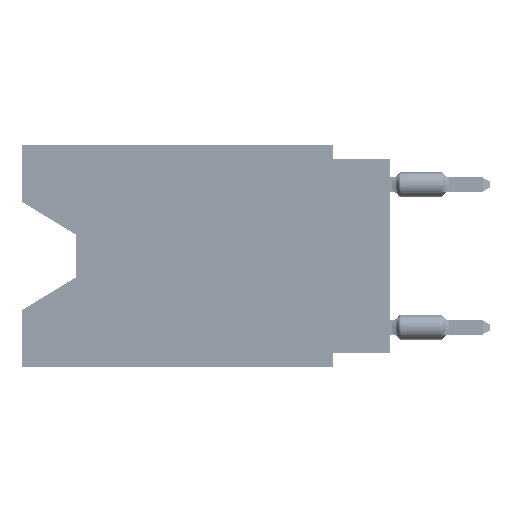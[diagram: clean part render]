
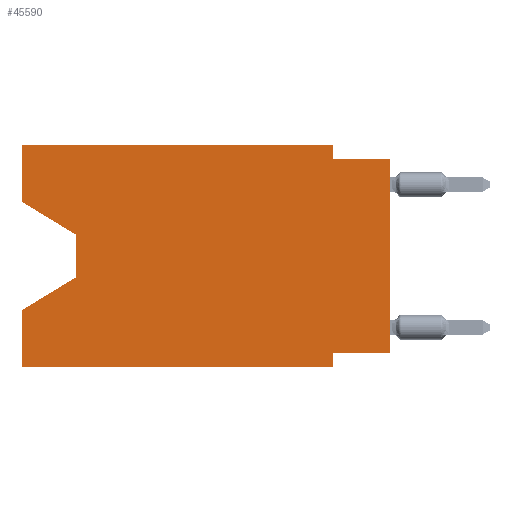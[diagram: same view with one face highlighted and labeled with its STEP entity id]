
A CAD part, left-side view. The second image highlights one B-rep face of the part: STEP entity #45590.
In plain terms, the highlighted planar face has unit normal (-1, 0, 0).
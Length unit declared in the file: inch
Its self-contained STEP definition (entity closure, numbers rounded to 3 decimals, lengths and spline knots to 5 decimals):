
#360 = EDGE_CURVE ( 'NONE', #8500, #65028, #72115, .T. ) ;
#1868 = EDGE_LOOP ( 'NONE', ( #22084, #59980, #56062, #1872, #24760, #18131, #32912, #7459, #54057, #42647, #77072, #35076 ) ) ;
#1872 = ORIENTED_EDGE ( 'NONE', *, *, #47149, .F. ) ;
#3370 = VECTOR ( 'NONE', #64509, 39.37008 ) ;
#4285 = LINE ( 'NONE', #59094, #70223 ) ;
#4362 = DIRECTION ( 'NONE',  ( 0., 0., -1. ) ) ;
#5399 = EDGE_CURVE ( 'NONE', #35721, #27794, #57195, .T. ) ;
#6539 = VERTEX_POINT ( 'NONE', #74151 ) ;
#6663 = VERTEX_POINT ( 'NONE', #27744 ) ;
#7459 = ORIENTED_EDGE ( 'NONE', *, *, #50387, .T. ) ;
#7593 = CARTESIAN_POINT ( 'NONE',  ( 0., 0., -0.025 ) ) ;
#8500 = VERTEX_POINT ( 'NONE', #14383 ) ;
#8942 = CARTESIAN_POINT ( 'NONE',  ( 0., 0.645, -0.10025 ) ) ;
#10286 = CARTESIAN_POINT ( 'NONE',  ( 0., 0.1, -0.365 ) ) ;
#13896 = VECTOR ( 'NONE', #39078, 39.37008 ) ;
#14009 = DIRECTION ( 'NONE',  ( 0., 0., -1. ) ) ;
#14383 = CARTESIAN_POINT ( 'NONE',  ( 0., 0., -0.365 ) ) ;
#14692 = CARTESIAN_POINT ( 'NONE',  ( 0., 0.645, 0. ) ) ;
#15471 = EDGE_CURVE ( 'NONE', #6539, #35721, #47639, .T. ) ;
#15547 = VERTEX_POINT ( 'NONE', #16826 ) ;
#16524 = CARTESIAN_POINT ( 'NONE',  ( 0., 0., -0.365 ) ) ;
#16826 = CARTESIAN_POINT ( 'NONE',  ( 0., 0.645, 0. ) ) ;
#17721 = VECTOR ( 'NONE', #52512, 39.37008 ) ;
#18075 = LINE ( 'NONE', #35281, #52554 ) ;
#18131 = ORIENTED_EDGE ( 'NONE', *, *, #30980, .F. ) ;
#19894 = LINE ( 'NONE', #14692, #13896 ) ;
#20768 = VERTEX_POINT ( 'NONE', #78666 ) ;
#22084 = ORIENTED_EDGE ( 'NONE', *, *, #15471, .T. ) ;
#24760 = ORIENTED_EDGE ( 'NONE', *, *, #26509, .T. ) ;
#25238 = LINE ( 'NONE', #7593, #30348 ) ;
#26509 = EDGE_CURVE ( 'NONE', #74139, #73836, #46799, .T. ) ;
#26540 = VECTOR ( 'NONE', #4362, 39.37008 ) ;
#26604 = CARTESIAN_POINT ( 'NONE',  ( 0., 0.55, -0.232 ) ) ;
#27744 = CARTESIAN_POINT ( 'NONE',  ( 0., 0.1, -0.025 ) ) ;
#27794 = VERTEX_POINT ( 'NONE', #60796 ) ;
#29095 = DIRECTION ( 'NONE',  ( 0., 0., -1. ) ) ;
#30007 = CARTESIAN_POINT ( 'NONE',  ( 0., 0.645, -0.39 ) ) ;
#30348 = VECTOR ( 'NONE', #56401, 39.37008 ) ;
#30980 = EDGE_CURVE ( 'NONE', #65028, #73836, #72378, .T. ) ;
#32443 = VECTOR ( 'NONE', #74227, 39.37008 ) ;
#32912 = ORIENTED_EDGE ( 'NONE', *, *, #360, .F. ) ;
#35076 = ORIENTED_EDGE ( 'NONE', *, *, #66949, .F. ) ;
#35281 = CARTESIAN_POINT ( 'NONE',  ( 0., 0., 0. ) ) ;
#35601 = DIRECTION ( 'NONE',  ( 0., -1., 0. ) ) ;
#35721 = VERTEX_POINT ( 'NONE', #69135 ) ;
#35983 = CARTESIAN_POINT ( 'NONE',  ( 0., 0.1, -0.39 ) ) ;
#38622 = LINE ( 'NONE', #39010, #32443 ) ;
#39010 = CARTESIAN_POINT ( 'NONE',  ( 0., 0.645, 0. ) ) ;
#39078 = DIRECTION ( 'NONE',  ( 0., 0., 1. ) ) ;
#40114 = EDGE_CURVE ( 'NONE', #15547, #56841, #38622, .T. ) ;
#42256 = CARTESIAN_POINT ( 'NONE',  ( 0., 0.645, -0.28975 ) ) ;
#42647 = ORIENTED_EDGE ( 'NONE', *, *, #46350, .F. ) ;
#44988 = DIRECTION ( 'NONE',  ( 0., 0.855, -0.519 ) ) ;
#45334 = DIRECTION ( 'NONE',  ( 0., -0.855, -0.519 ) ) ;
#45590 = ADVANCED_FACE ( 'NONE', ( #47083 ), #64274, .F. ) ;
#46350 = EDGE_CURVE ( 'NONE', #56841, #6663, #4285, .T. ) ;
#46799 = LINE ( 'NONE', #30007, #52366 ) ;
#47083 = FACE_OUTER_BOUND ( 'NONE', #1868, .T. ) ;
#47149 = EDGE_CURVE ( 'NONE', #74139, #58075, #77297, .T. ) ;
#47639 = LINE ( 'NONE', #8942, #73077 ) ;
#50387 = EDGE_CURVE ( 'NONE', #8500, #20768, #18075, .T. ) ;
#51379 = LINE ( 'NONE', #26604, #72589 ) ;
#52366 = VECTOR ( 'NONE', #35601, 39.37008 ) ;
#52512 = DIRECTION ( 'NONE',  ( 0., 0., 1. ) ) ;
#52554 = VECTOR ( 'NONE', #54483, 39.37008 ) ;
#52696 = DIRECTION ( 'NONE',  ( 0., 0., -1. ) ) ;
#53480 = CARTESIAN_POINT ( 'NONE',  ( 0., 0.645, 0. ) ) ;
#54057 = ORIENTED_EDGE ( 'NONE', *, *, #74368, .F. ) ;
#54483 = DIRECTION ( 'NONE',  ( 0., 0., 1. ) ) ;
#56062 = ORIENTED_EDGE ( 'NONE', *, *, #75330, .T. ) ;
#56401 = DIRECTION ( 'NONE',  ( 0., -1., 0. ) ) ;
#56841 = VERTEX_POINT ( 'NONE', #67178 ) ;
#56992 = CARTESIAN_POINT ( 'NONE',  ( 0., 0.645, -0.39 ) ) ;
#57195 = LINE ( 'NONE', #74769, #77437 ) ;
#58075 = VERTEX_POINT ( 'NONE', #42256 ) ;
#59094 = CARTESIAN_POINT ( 'NONE',  ( 0., 0.1, 0. ) ) ;
#59853 = CARTESIAN_POINT ( 'NONE',  ( 0., 0.1, -0.39 ) ) ;
#59980 = ORIENTED_EDGE ( 'NONE', *, *, #5399, .T. ) ;
#60796 = CARTESIAN_POINT ( 'NONE',  ( 0., 0.55, -0.232 ) ) ;
#64274 = PLANE ( 'NONE',  #77755 ) ;
#64509 = DIRECTION ( 'NONE',  ( 0., 1., 0. ) ) ;
#65028 = VERTEX_POINT ( 'NONE', #10286 ) ;
#65467 = DIRECTION ( 'NONE',  ( 1., 0., 0. ) ) ;
#66949 = EDGE_CURVE ( 'NONE', #6539, #15547, #19894, .T. ) ;
#67178 = CARTESIAN_POINT ( 'NONE',  ( 0., 0.1, 0. ) ) ;
#69135 = CARTESIAN_POINT ( 'NONE',  ( 0., 0.55, -0.158 ) ) ;
#70223 = VECTOR ( 'NONE', #52696, 39.37008 ) ;
#70912 = CARTESIAN_POINT ( 'NONE',  ( 0., 0.645, 0. ) ) ;
#72115 = LINE ( 'NONE', #16524, #3370 ) ;
#72378 = LINE ( 'NONE', #35983, #26540 ) ;
#72589 = VECTOR ( 'NONE', #44988, 39.37008 ) ;
#73077 = VECTOR ( 'NONE', #45334, 39.37008 ) ;
#73836 = VERTEX_POINT ( 'NONE', #59853 ) ;
#74139 = VERTEX_POINT ( 'NONE', #56992 ) ;
#74151 = CARTESIAN_POINT ( 'NONE',  ( 0., 0.645, -0.10025 ) ) ;
#74227 = DIRECTION ( 'NONE',  ( 0., -1., 0. ) ) ;
#74368 = EDGE_CURVE ( 'NONE', #6663, #20768, #25238, .T. ) ;
#74769 = CARTESIAN_POINT ( 'NONE',  ( 0., 0.55, -0.158 ) ) ;
#75330 = EDGE_CURVE ( 'NONE', #27794, #58075, #51379, .T. ) ;
#77072 = ORIENTED_EDGE ( 'NONE', *, *, #40114, .F. ) ;
#77297 = LINE ( 'NONE', #70912, #17721 ) ;
#77437 = VECTOR ( 'NONE', #14009, 39.37008 ) ;
#77755 = AXIS2_PLACEMENT_3D ( 'NONE', #53480, #65467, #29095 ) ;
#78666 = CARTESIAN_POINT ( 'NONE',  ( 0., 0., -0.025 ) ) ;
